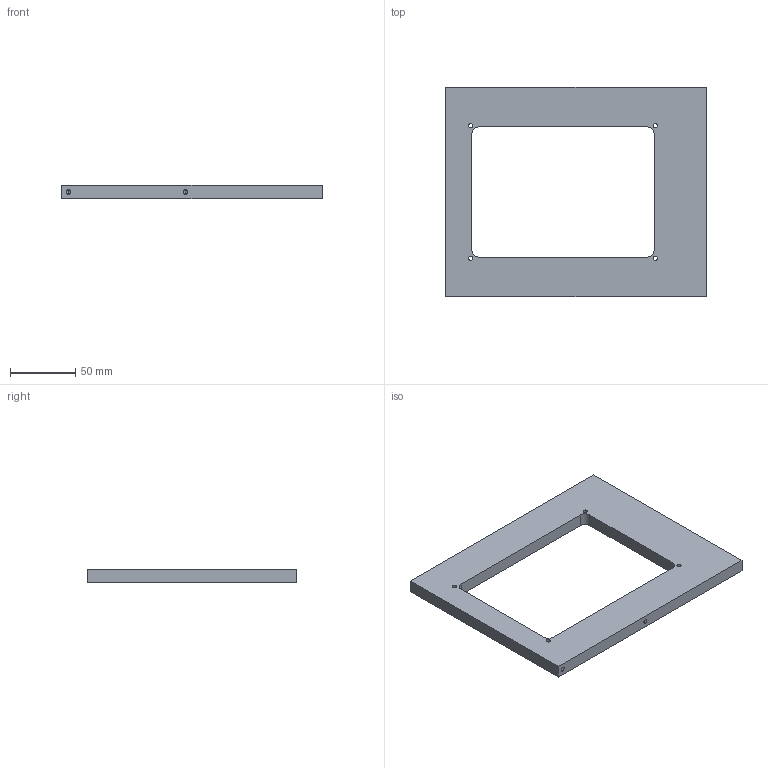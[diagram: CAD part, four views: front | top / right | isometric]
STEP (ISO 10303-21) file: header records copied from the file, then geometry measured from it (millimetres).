
FILE_DESCRIPTION (( 'STEP AP214' ), '1' );
FILE_NAME ('MEC0110-00.STEP', '2018-02-23T11:06:31', ( '' ), ( '' ), 'SwSTEP 2.0', 'SolidWorks 2017', '' );
FILE_SCHEMA (( 'AUTOMOTIVE_DESIGN' ));
Length unit declared in the file: millimetre
Products named in the file (1): MEC0110-00
Bounding box: 200 x 161 x 10 mm (x, y, z)
Volume: 181560.5 mm3; surface area: 49128.9 mm2
Topology: 1 solids, 1 shells, 54 faces, 140 edges, 80 vertices
Faces by surface type: cylinder 28, cone 16, plane 10
Entity records: 1858 total; most frequent: DIRECTION 290, CARTESIAN_POINT 259, ORIENTED_EDGE 248, EDGE_CURVE 124, AXIS2_PLACEMENT_3D 111, VERTEX_POINT 80, EDGE_LOOP 72, VECTOR 68
